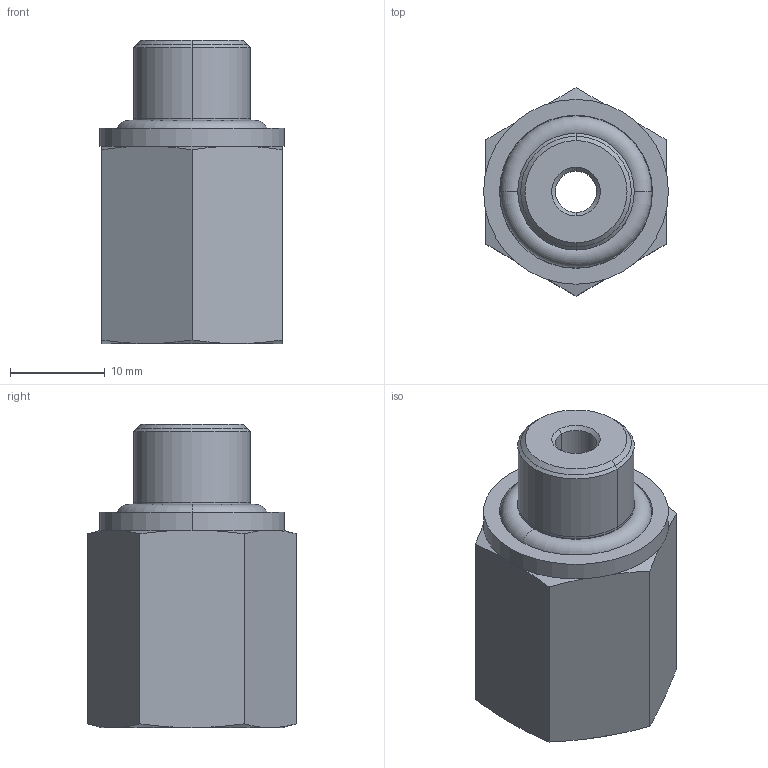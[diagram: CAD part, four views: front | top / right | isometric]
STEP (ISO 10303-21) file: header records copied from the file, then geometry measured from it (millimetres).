
FILE_DESCRIPTION((''),'2;1');
FILE_NAME('ILCM43000020','2009-07-27T',('mes'),(''),'PRO/ENGINEER BY PARAMETRIC TECHNOLOGY CORPORATION, 2007460','PRO/ENGINEER BY PARAMETRIC TECHNOLOGY CORPORATION, 2007460','');
FILE_SCHEMA(('AUTOMOTIVE_DESIGN_CC2 { 1 2 10303 214 -1 1 5 2 }'));
Length unit declared in the file: inch
Products named in the file (1): ILCM43000020
Bounding box: 19.5 x 22 x 32 mm (x, y, z)
Volume: 6124.3 mm3; surface area: 3855.8 mm2
Topology: 1 solids, 2 shells, 49 faces, 110 edges, 68 vertices
Faces by surface type: cone 20, cylinder 14, plane 13, torus 2
Entity records: 1970 total; most frequent: CARTESIAN_POINT 419, DIRECTION 242, ORIENTED_EDGE 216, EDGE_CURVE 110, AXIS2_PLACEMENT_3D 106, COLOUR_RGB 105, VERTEX_POINT 68, EDGE_LOOP 56
